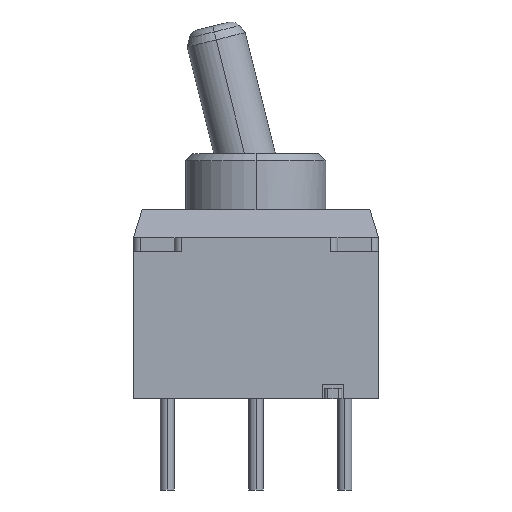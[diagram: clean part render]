
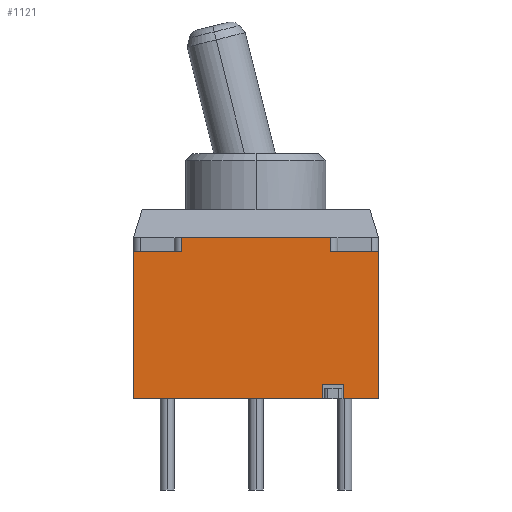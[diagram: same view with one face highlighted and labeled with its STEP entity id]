
A CAD part, left-side view. The second image highlights one B-rep face of the part: STEP entity #1121.
In plain terms, the highlighted planar face has unit normal (-1, 0, 0).
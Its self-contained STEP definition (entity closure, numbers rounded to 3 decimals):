
#59 = LINE ( 'NONE', #4879, #6191 ) ;
#72 = VERTEX_POINT ( 'NONE', #3849 ) ;
#75 = DIRECTION ( 'NONE',  ( 0., 0., 1. ) ) ;
#135 = CARTESIAN_POINT ( 'NONE',  ( -2.25, 3.5, 0. ) ) ;
#167 = LINE ( 'NONE', #4872, #6370 ) ;
#201 = CARTESIAN_POINT ( 'NONE',  ( -2.25, 0., 0. ) ) ;
#218 = EDGE_CURVE ( 'NONE', #705, #5551, #4778, .T. ) ;
#256 = DIRECTION ( 'NONE',  ( 0., 0., -1. ) ) ;
#442 = EDGE_CURVE ( 'NONE', #3251, #72, #4312, .T. ) ;
#515 = ORIENTED_EDGE ( 'NONE', *, *, #3072, .F. ) ;
#705 = VERTEX_POINT ( 'NONE', #6694 ) ;
#798 = CARTESIAN_POINT ( 'NONE',  ( -2.25, 3.5, 0. ) ) ;
#812 = EDGE_CURVE ( 'NONE', #6537, #5151, #3441, .T. ) ;
#839 = EDGE_CURVE ( 'NONE', #72, #6537, #2945, .T. ) ;
#891 = VECTOR ( 'NONE', #6414, 1000. ) ;
#1012 = ORIENTED_EDGE ( 'NONE', *, *, #1032, .F. ) ;
#1032 = EDGE_CURVE ( 'NONE', #4600, #5551, #5861, .T. ) ;
#1108 = VECTOR ( 'NONE', #256, 1000. ) ;
#1111 = CARTESIAN_POINT ( 'NONE',  ( -2.25, -1.9, 0. ) ) ;
#1121 = ADVANCED_FACE ( 'NONE', ( #2809 ), #2844, .T. ) ;
#1234 = ORIENTED_EDGE ( 'NONE', *, *, #4009, .T. ) ;
#1441 = CARTESIAN_POINT ( 'NONE',  ( -2.25, -2.14, 4.6 ) ) ;
#1498 = CARTESIAN_POINT ( 'NONE',  ( -2.25, 2.14, 4.2 ) ) ;
#1683 = CARTESIAN_POINT ( 'NONE',  ( -2.25, 2.92, 4.2 ) ) ;
#1736 = DIRECTION ( 'NONE',  ( 0., -1., 0. ) ) ;
#1773 = VERTEX_POINT ( 'NONE', #798 ) ;
#1792 = ORIENTED_EDGE ( 'NONE', *, *, #3104, .T. ) ;
#1942 = LINE ( 'NONE', #5611, #3464 ) ;
#2196 = VECTOR ( 'NONE', #5718, 1000. ) ;
#2264 = ORIENTED_EDGE ( 'NONE', *, *, #6012, .T. ) ;
#2273 = LINE ( 'NONE', #135, #4098 ) ;
#2303 = DIRECTION ( 'NONE',  ( -1., 0., 0. ) ) ;
#2414 = CARTESIAN_POINT ( 'NONE',  ( -2.25, -1.9, 0. ) ) ;
#2476 = ORIENTED_EDGE ( 'NONE', *, *, #3872, .T. ) ;
#2542 = ORIENTED_EDGE ( 'NONE', *, *, #442, .F. ) ;
#2809 = FACE_OUTER_BOUND ( 'NONE', #5289, .T. ) ;
#2844 = PLANE ( 'NONE',  #6142 ) ;
#2892 = CARTESIAN_POINT ( 'NONE',  ( -2.25, -2.14, 4.2 ) ) ;
#2945 = LINE ( 'NONE', #4777, #6582 ) ;
#2949 = CARTESIAN_POINT ( 'NONE',  ( -2.25, 3.5, 4.2 ) ) ;
#3005 = VERTEX_POINT ( 'NONE', #1441 ) ;
#3034 = EDGE_CURVE ( 'NONE', #3251, #705, #59, .T. ) ;
#3072 = EDGE_CURVE ( 'NONE', #1773, #4854, #2273, .T. ) ;
#3104 = EDGE_CURVE ( 'NONE', #3005, #3882, #1942, .T. ) ;
#3251 = VERTEX_POINT ( 'NONE', #4569 ) ;
#3254 = VECTOR ( 'NONE', #4281, 1000. ) ;
#3286 = CARTESIAN_POINT ( 'NONE',  ( -2.25, -3.5, 4.2 ) ) ;
#3346 = CARTESIAN_POINT ( 'NONE',  ( -2.25, -2.5, 0. ) ) ;
#3441 = LINE ( 'NONE', #1111, #6481 ) ;
#3464 = VECTOR ( 'NONE', #4474, 1000. ) ;
#3576 = CARTESIAN_POINT ( 'NONE',  ( -2.25, -1.9, 0.4 ) ) ;
#3696 = CARTESIAN_POINT ( 'NONE',  ( -2.25, -2.92, 4.2 ) ) ;
#3796 = ORIENTED_EDGE ( 'NONE', *, *, #3034, .T. ) ;
#3849 = CARTESIAN_POINT ( 'NONE',  ( -2.25, -2.5, 0.4 ) ) ;
#3872 = EDGE_CURVE ( 'NONE', #4600, #3005, #6250, .T. ) ;
#3881 = DIRECTION ( 'NONE',  ( 0., -1., 0. ) ) ;
#3882 = VERTEX_POINT ( 'NONE', #4090 ) ;
#3894 = LINE ( 'NONE', #5986, #1108 ) ;
#4009 = EDGE_CURVE ( 'NONE', #6601, #4854, #5796, .T. ) ;
#4090 = CARTESIAN_POINT ( 'NONE',  ( -2.25, 2.14, 4.6 ) ) ;
#4098 = VECTOR ( 'NONE', #4374, 1000. ) ;
#4281 = DIRECTION ( 'NONE',  ( 0., 1., 0. ) ) ;
#4312 = LINE ( 'NONE', #3346, #891 ) ;
#4373 = DIRECTION ( 'NONE',  ( 0., 0., 1. ) ) ;
#4374 = DIRECTION ( 'NONE',  ( 0., 0., 1. ) ) ;
#4474 = DIRECTION ( 'NONE',  ( 0., 1., 0. ) ) ;
#4569 = CARTESIAN_POINT ( 'NONE',  ( -2.25, -2.5, 0. ) ) ;
#4600 = VERTEX_POINT ( 'NONE', #2892 ) ;
#4731 = DIRECTION ( 'NONE',  ( 0., 0., 1. ) ) ;
#4777 = CARTESIAN_POINT ( 'NONE',  ( -2.25, 0., 0.4 ) ) ;
#4778 = LINE ( 'NONE', #5191, #6141 ) ;
#4854 = VERTEX_POINT ( 'NONE', #2949 ) ;
#4872 = CARTESIAN_POINT ( 'NONE',  ( -2.25, 0., 0. ) ) ;
#4879 = CARTESIAN_POINT ( 'NONE',  ( -2.25, 0., 0. ) ) ;
#5151 = VERTEX_POINT ( 'NONE', #2414 ) ;
#5188 = ORIENTED_EDGE ( 'NONE', *, *, #218, .T. ) ;
#5191 = CARTESIAN_POINT ( 'NONE',  ( -2.25, -3.5, 0. ) ) ;
#5289 = EDGE_LOOP ( 'NONE', ( #6196, #5661, #2542, #3796, #5188, #1012, #2476, #1792, #2264, #1234, #515, #5399 ) ) ;
#5399 = ORIENTED_EDGE ( 'NONE', *, *, #6343, .T. ) ;
#5518 = DIRECTION ( 'NONE',  ( 0., 0., -1. ) ) ;
#5535 = VECTOR ( 'NONE', #4731, 1000. ) ;
#5551 = VERTEX_POINT ( 'NONE', #3286 ) ;
#5611 = CARTESIAN_POINT ( 'NONE',  ( -2.25, 0., 4.6 ) ) ;
#5661 = ORIENTED_EDGE ( 'NONE', *, *, #839, .F. ) ;
#5718 = DIRECTION ( 'NONE',  ( 0., -1., 0. ) ) ;
#5796 = LINE ( 'NONE', #1683, #3254 ) ;
#5861 = LINE ( 'NONE', #3696, #2196 ) ;
#5986 = CARTESIAN_POINT ( 'NONE',  ( -2.25, 2.14, 4.2 ) ) ;
#6009 = DIRECTION ( 'NONE',  ( 0., 1., 0. ) ) ;
#6012 = EDGE_CURVE ( 'NONE', #3882, #6601, #3894, .T. ) ;
#6141 = VECTOR ( 'NONE', #75, 1000. ) ;
#6142 = AXIS2_PLACEMENT_3D ( 'NONE', #201, #2303, #4373 ) ;
#6191 = VECTOR ( 'NONE', #3881, 1000. ) ;
#6196 = ORIENTED_EDGE ( 'NONE', *, *, #812, .F. ) ;
#6250 = LINE ( 'NONE', #6689, #5535 ) ;
#6343 = EDGE_CURVE ( 'NONE', #1773, #5151, #167, .T. ) ;
#6370 = VECTOR ( 'NONE', #1736, 1000. ) ;
#6414 = DIRECTION ( 'NONE',  ( 0., 0., 1. ) ) ;
#6481 = VECTOR ( 'NONE', #5518, 1000. ) ;
#6537 = VERTEX_POINT ( 'NONE', #3576 ) ;
#6582 = VECTOR ( 'NONE', #6009, 1000. ) ;
#6601 = VERTEX_POINT ( 'NONE', #1498 ) ;
#6689 = CARTESIAN_POINT ( 'NONE',  ( -2.25, -2.14, 4.6 ) ) ;
#6694 = CARTESIAN_POINT ( 'NONE',  ( -2.25, -3.5, 0. ) ) ;
